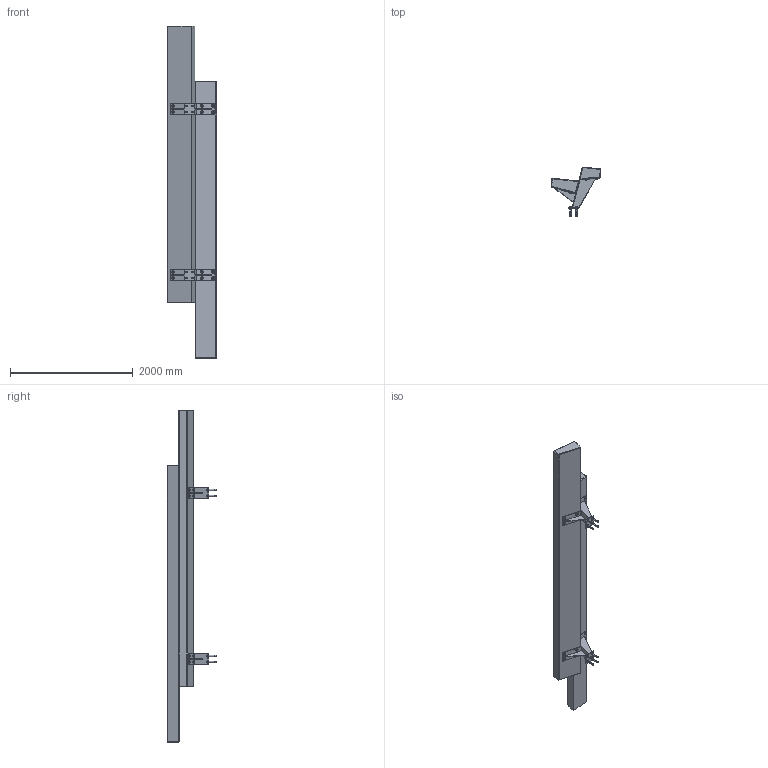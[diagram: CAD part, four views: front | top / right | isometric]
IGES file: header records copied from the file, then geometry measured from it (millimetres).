
Start section: SolidWorks IGES file using analytic representation for surfaces
Global section: file name: TRAPECIO.IGS; native system: SolidWorks 2013; preprocessor: SolidWorks 2013; author: MarioV; date: 150324.171045; units: millimetre
Bounding box: 812.4 x 806.46 x 5400 mm (x, y, z)
Volume: 587973164.6 mm3; surface area: 11741638.7 mm2
Topology: 80 solids, 80 shells, 2063 faces, 5341 edges, 3462 vertices
Faces by surface type: plane 1219, revolution 572, bspline 272
